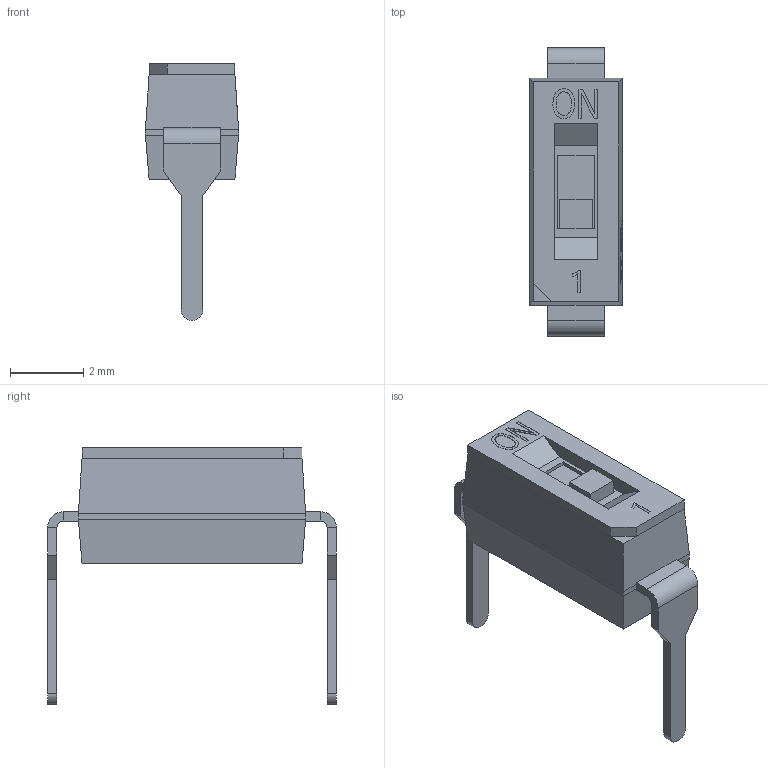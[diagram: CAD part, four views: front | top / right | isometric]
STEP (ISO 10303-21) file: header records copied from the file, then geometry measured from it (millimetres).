
FILE_DESCRIPTION (( 'STEP AP214' ), '1' );
FILE_NAME ('SW-TH_DSIC01THGET-L2.5-W6.2-H3.6-P7.62.step', '2022-07-26T16:51:50', ( '' ), ( '' ), 'SwSTEP 2.0', 'SolidWorks 2020', '' );
FILE_SCHEMA (( 'AUTOMOTIVE_DESIGN' ));
Length unit declared in the file: millimetre
Products named in the file (1): SW-TH_DSIC01THGET-L2.5-W6.2-H3.6-P7.62
Bounding box: 2.54 x 7.87 x 7 mm (x, y, z)
Volume: 48 mm3; surface area: 115.2 mm2
Topology: 15 solids, 15 shells, 401 faces, 1045 edges, 687 vertices
Faces by surface type: plane 267, bspline 126, cylinder 8
Entity records: 17573 total; most frequent: CARTESIAN_POINT 5044, ORIENTED_EDGE 2090, DIRECTION 1357, EDGE_CURVE 1045, VECTOR 773, LINE 773, VERTEX_POINT 687, EDGE_LOOP 426
